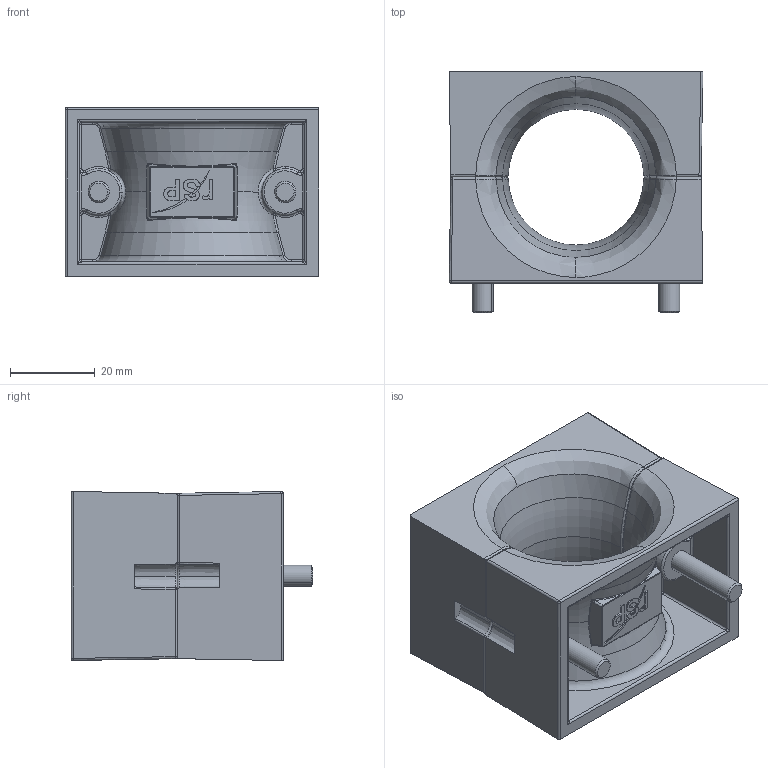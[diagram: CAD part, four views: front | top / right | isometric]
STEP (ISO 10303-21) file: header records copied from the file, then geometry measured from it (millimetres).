
FILE_DESCRIPTION (( 'STEP AP203' ), '1' );
FILE_NAME ('P8201.STEP', '2019-01-03T08:48:20', ( '' ), ( '' ), 'SwSTEP 2.0', 'SolidWorks 2017', '' );
FILE_SCHEMA (( 'CONFIG_CONTROL_DESIGN' ));
Length unit declared in the file: millimetre
Products named in the file (1): P8201
Bounding box: 59.86 x 57 x 39.87 mm (x, y, z)
Volume: 41084 mm3; surface area: 27368.8 mm2
Topology: 8 solids, 8 shells, 588 faces, 1420 edges, 820 vertices
Faces by surface type: bspline 186, plane 132, cylinder 116, torus 86, cone 42, sphere 26
Entity records: 23573 total; most frequent: CARTESIAN_POINT 11305, ORIENTED_EDGE 2740, DIRECTION 2290, EDGE_CURVE 1370, AXIS2_PLACEMENT_3D 925, VERTEX_POINT 820, EDGE_LOOP 618, ADVANCED_FACE 588
